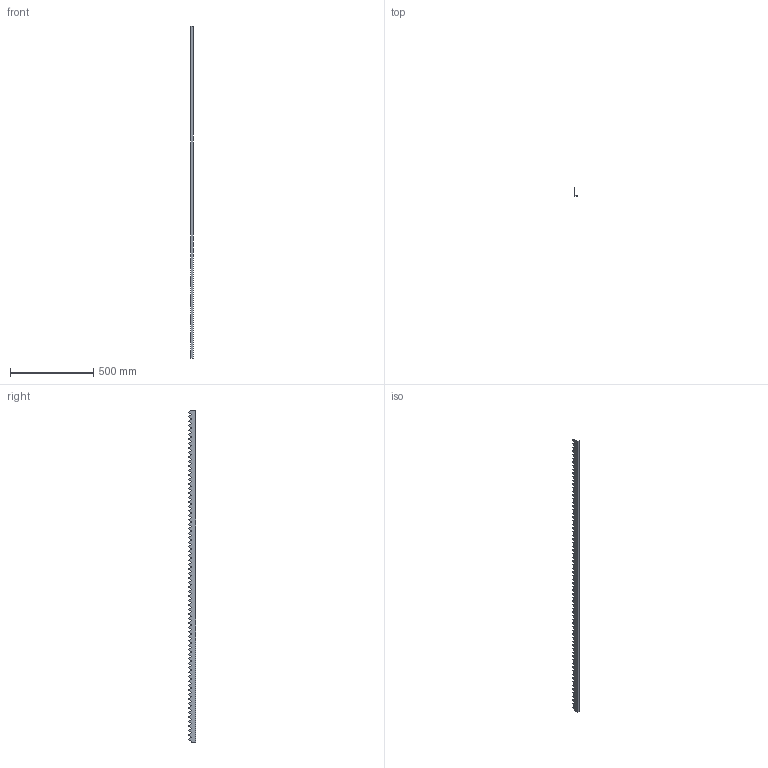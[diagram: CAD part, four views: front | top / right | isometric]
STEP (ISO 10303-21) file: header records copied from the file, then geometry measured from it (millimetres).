
FILE_DESCRIPTION (( 'STEP AP203' ), '1' );
FILE_NAME ('2081-VA.STEP', '2022-03-04T07:58:16', ( '' ), ( '' ), 'SwSTEP 2.0', 'SolidWorks 2018', '' );
FILE_SCHEMA (( 'CONFIG_CONTROL_DESIGN' ));
Length unit declared in the file: millimetre
Products named in the file (1): 2081-VA
Bounding box: 17 x 44.95 x 2000 mm (x, y, z)
Volume: 201963.9 mm3; surface area: 213135.5 mm2
Topology: 1 solids, 1 shells, 537 faces, 1536 edges, 1024 vertices
Faces by surface type: plane 289, cylinder 148, bspline 100
Entity records: 22283 total; most frequent: CARTESIAN_POINT 8558, ORIENTED_EDGE 3072, DIRECTION 2508, EDGE_CURVE 1536, VECTOR 1040, LINE 1040, VERTEX_POINT 1024, AXIS2_PLACEMENT_3D 734
